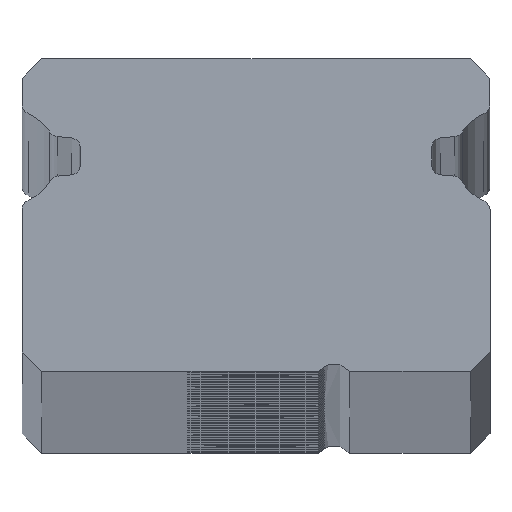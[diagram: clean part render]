
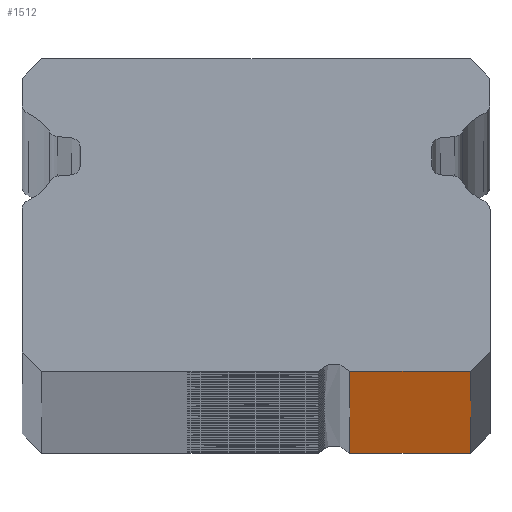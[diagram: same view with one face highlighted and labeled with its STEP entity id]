
A CAD part, top view. The second image highlights one B-rep face of the part: STEP entity #1512.
In plain terms, the highlighted planar face has unit normal (0, -1, 0).
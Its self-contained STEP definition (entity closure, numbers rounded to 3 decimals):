
#226 = VECTOR ( 'NONE', #9172, 1000. ) ;
#439 = CARTESIAN_POINT ( 'NONE',  ( 2.393, -5.5, 600. ) ) ;
#869 = CARTESIAN_POINT ( 'NONE',  ( 2.393, -5.5, 600. ) ) ;
#1212 = AXIS2_PLACEMENT_3D ( 'NONE', #869, #7176, #5608 ) ;
#1227 = EDGE_LOOP ( 'NONE', ( #7675, #6753, #4023, #4694 ) ) ;
#1319 = EDGE_CURVE ( 'NONE', #7123, #5522, #3231, .T. ) ;
#1512 = ADVANCED_FACE ( 'NONE', ( #7256 ), #4014, .F. ) ;
#1729 = CARTESIAN_POINT ( 'NONE',  ( 2.393, -5.5, 600. ) ) ;
#2009 = CARTESIAN_POINT ( 'NONE',  ( 5.484, -5.5, -600. ) ) ;
#2389 = LINE ( 'NONE', #1729, #5186 ) ;
#2654 = DIRECTION ( 'NONE',  ( 1., 0., 0. ) ) ;
#2947 = CARTESIAN_POINT ( 'NONE',  ( 2.393, -5.5, 600. ) ) ;
#3231 = LINE ( 'NONE', #2947, #7511 ) ;
#4014 = PLANE ( 'NONE',  #1212 ) ;
#4023 = ORIENTED_EDGE ( 'NONE', *, *, #7908, .F. ) ;
#4193 = EDGE_CURVE ( 'NONE', #5522, #4807, #7328, .T. ) ;
#4343 = EDGE_CURVE ( 'NONE', #5686, #4807, #5504, .T. ) ;
#4694 = ORIENTED_EDGE ( 'NONE', *, *, #1319, .T. ) ;
#4807 = VERTEX_POINT ( 'NONE', #2009 ) ;
#5186 = VECTOR ( 'NONE', #7952, 1000. ) ;
#5504 = LINE ( 'NONE', #7536, #226 ) ;
#5522 = VERTEX_POINT ( 'NONE', #6139 ) ;
#5596 = CARTESIAN_POINT ( 'NONE',  ( 2.393, -5.5, -600. ) ) ;
#5608 = DIRECTION ( 'NONE',  ( 0., 0., 1. ) ) ;
#5686 = VERTEX_POINT ( 'NONE', #7021 ) ;
#5746 = VECTOR ( 'NONE', #2654, 1000. ) ;
#6021 = DIRECTION ( 'NONE',  ( 0., 0., -1. ) ) ;
#6139 = CARTESIAN_POINT ( 'NONE',  ( 2.393, -5.5, -600. ) ) ;
#6753 = ORIENTED_EDGE ( 'NONE', *, *, #4343, .F. ) ;
#7021 = CARTESIAN_POINT ( 'NONE',  ( 5.484, -5.5, 600. ) ) ;
#7123 = VERTEX_POINT ( 'NONE', #439 ) ;
#7176 = DIRECTION ( 'NONE',  ( 0., 1., 0. ) ) ;
#7256 = FACE_OUTER_BOUND ( 'NONE', #1227, .T. ) ;
#7328 = LINE ( 'NONE', #5596, #5746 ) ;
#7511 = VECTOR ( 'NONE', #6021, 1000. ) ;
#7536 = CARTESIAN_POINT ( 'NONE',  ( 5.484, -5.5, 600. ) ) ;
#7675 = ORIENTED_EDGE ( 'NONE', *, *, #4193, .T. ) ;
#7908 = EDGE_CURVE ( 'NONE', #7123, #5686, #2389, .T. ) ;
#7952 = DIRECTION ( 'NONE',  ( 1., 0., 0. ) ) ;
#9172 = DIRECTION ( 'NONE',  ( 0., 0., -1. ) ) ;
